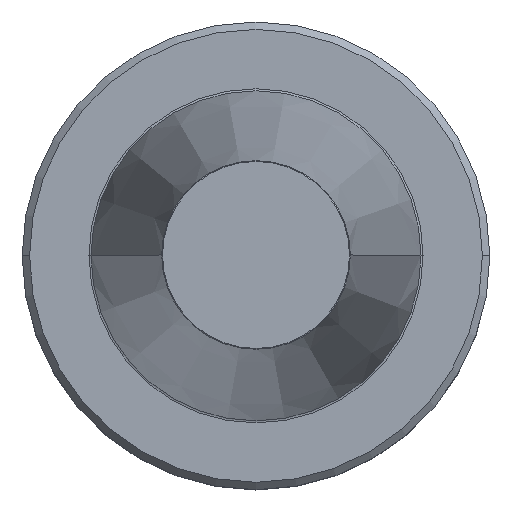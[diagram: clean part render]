
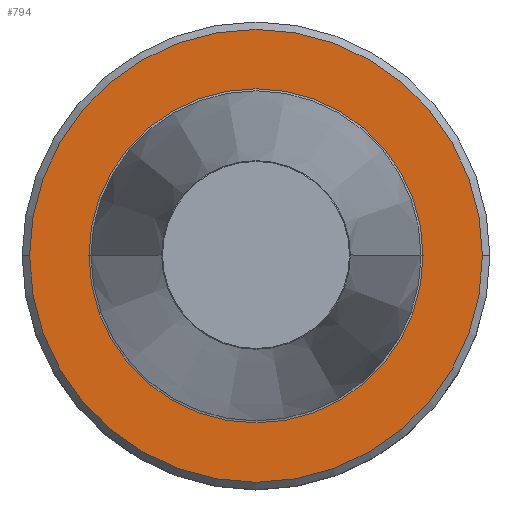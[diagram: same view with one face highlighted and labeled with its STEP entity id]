
A CAD part, top view. The second image highlights one B-rep face of the part: STEP entity #794.
In plain terms, the highlighted planar face has unit normal (0, 0, 1).
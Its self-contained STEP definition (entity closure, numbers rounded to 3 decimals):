
#62 = DIRECTION ( 'NONE',  ( 1., 0., 0. ) ) ;
#119 = ORIENTED_EDGE ( 'NONE', *, *, #963, .F. ) ;
#147 = DIRECTION ( 'NONE',  ( 0., 0., -1. ) ) ;
#149 = CARTESIAN_POINT ( 'NONE',  ( 0., 0., -2.002 ) ) ;
#152 = DIRECTION ( 'NONE',  ( 0., 0., 1. ) ) ;
#221 = VERTEX_POINT ( 'NONE', #866 ) ;
#233 = ORIENTED_EDGE ( 'NONE', *, *, #764, .T. ) ;
#243 = DIRECTION ( 'NONE',  ( 0., 0., 1. ) ) ;
#253 = ORIENTED_EDGE ( 'NONE', *, *, #688, .T. ) ;
#279 = AXIS2_PLACEMENT_3D ( 'NONE', #444, #981, #919 ) ;
#288 = ORIENTED_EDGE ( 'NONE', *, *, #1023, .F. ) ;
#320 = CIRCLE ( 'NONE', #543, 30.5 ) ;
#346 = DIRECTION ( 'NONE',  ( 0., 0., 1. ) ) ;
#350 = CARTESIAN_POINT ( 'NONE',  ( 0., 0., -2.002 ) ) ;
#367 = VERTEX_POINT ( 'NONE', #387 ) ;
#387 = CARTESIAN_POINT ( 'NONE',  ( -30.5, 0., -2.002 ) ) ;
#409 = EDGE_LOOP ( 'NONE', ( #253, #233 ) ) ;
#444 = CARTESIAN_POINT ( 'NONE',  ( 0., 0., -2.002 ) ) ;
#446 = VERTEX_POINT ( 'NONE', #780 ) ;
#447 = EDGE_LOOP ( 'NONE', ( #119, #288 ) ) ;
#479 = AXIS2_PLACEMENT_3D ( 'NONE', #149, #152, #498 ) ;
#498 = DIRECTION ( 'NONE',  ( 1., 0., 0. ) ) ;
#543 = AXIS2_PLACEMENT_3D ( 'NONE', #987, #243, #62 ) ;
#618 = CARTESIAN_POINT ( 'NONE',  ( 0., 30.5, -2.002 ) ) ;
#619 = FACE_BOUND ( 'NONE', #447, .T. ) ;
#686 = FACE_OUTER_BOUND ( 'NONE', #409, .T. ) ;
#688 = EDGE_CURVE ( 'NONE', #367, #961, #320, .T. ) ;
#764 = EDGE_CURVE ( 'NONE', #961, #367, #840, .T. ) ;
#780 = CARTESIAN_POINT ( 'NONE',  ( -22.5, 0., -2.002 ) ) ;
#792 = AXIS2_PLACEMENT_3D ( 'NONE', #618, #147, #838 ) ;
#794 = ADVANCED_FACE ( 'NONE', ( #619, #686 ), #893, .F. ) ;
#838 = DIRECTION ( 'NONE',  ( -1., 0., 0. ) ) ;
#840 = CIRCLE ( 'NONE', #936, 30.5 ) ;
#853 = DIRECTION ( 'NONE',  ( 1., 0., 0. ) ) ;
#863 = CIRCLE ( 'NONE', #279, 22.5 ) ;
#866 = CARTESIAN_POINT ( 'NONE',  ( 22.5, 0., -2.002 ) ) ;
#893 = PLANE ( 'NONE',  #792 ) ;
#899 = CIRCLE ( 'NONE', #479, 22.5 ) ;
#919 = DIRECTION ( 'NONE',  ( 1., 0., 0. ) ) ;
#936 = AXIS2_PLACEMENT_3D ( 'NONE', #350, #346, #853 ) ;
#961 = VERTEX_POINT ( 'NONE', #1000 ) ;
#963 = EDGE_CURVE ( 'NONE', #221, #446, #899, .T. ) ;
#981 = DIRECTION ( 'NONE',  ( 0., 0., 1. ) ) ;
#987 = CARTESIAN_POINT ( 'NONE',  ( 0., 0., -2.002 ) ) ;
#1000 = CARTESIAN_POINT ( 'NONE',  ( 30.5, 0., -2.002 ) ) ;
#1023 = EDGE_CURVE ( 'NONE', #446, #221, #863, .T. ) ;
